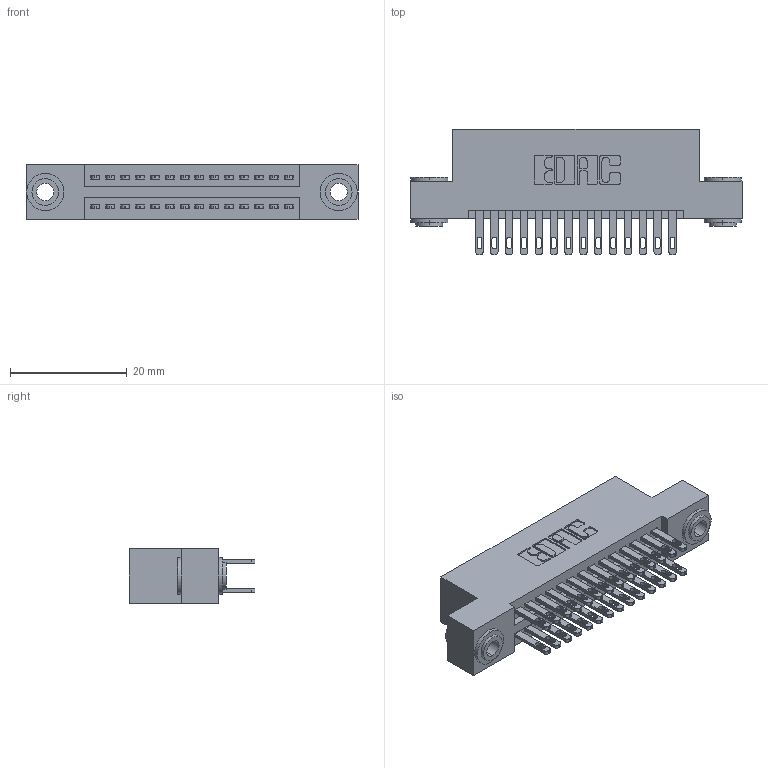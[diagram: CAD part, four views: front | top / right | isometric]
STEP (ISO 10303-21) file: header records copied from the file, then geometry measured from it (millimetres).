
FILE_DESCRIPTION (( 'STEP AP203' ), '1' );
FILE_NAME ('345-028-500-203.STEP', '2019-10-27T20:40:02', ( '' ), ( '' ), 'SwSTEP 2.0', 'SolidWorks 2016', '' );
FILE_SCHEMA (( 'CONFIG_CONTROL_DESIGN' ));
Length unit declared in the file: inch
Products named in the file (4): 345-292-001_345-293-100; 345 Part_Flush Mounting Lugs - 0.156 Dia-TH; 345-028-500-203; 345-250-002_345-250-002-102
Assembly tree (31 placements, depth 2):
  345-028-500-203
    345 Part_Flush Mounting Lugs - 0.156 Dia-TH
    345-292-001_345-293-100  x28
    345-250-002_345-250-002-102  x2
Bounding box: 56.77 x 21.51 x 9.4 mm (x, y, z)
Volume: 5359.6 mm3; surface area: 7870.6 mm2
Topology: 31 solids, 31 shells, 1452 faces, 4365 edges, 2906 vertices
Faces by surface type: plane 846, cylinder 598, cone 8
Entity records: 15334 total; most frequent: CARTESIAN_POINT 2571, ORIENTED_EDGE 2498, DIRECTION 2335, EDGE_CURVE 1249, VECTOR 1033, LINE 1033, VERTEX_POINT 830, AXIS2_PLACEMENT_3D 651
